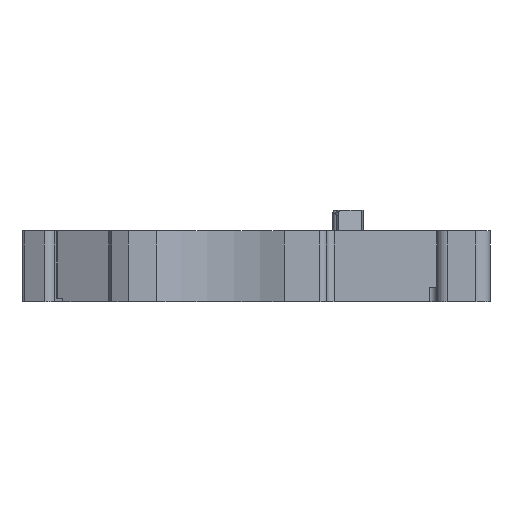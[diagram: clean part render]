
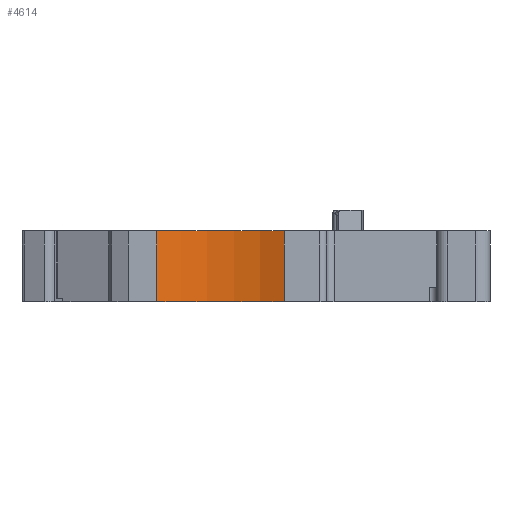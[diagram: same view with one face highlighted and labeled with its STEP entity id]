
A CAD part, left-side view. The second image highlights one B-rep face of the part: STEP entity #4614.
In plain terms, the highlighted cylindrical face has radius 10.625 mm (diameter 21.25 mm), a partial arc.
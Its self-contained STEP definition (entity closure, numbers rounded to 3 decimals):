
#88=CYLINDRICAL_SURFACE('',#4868,10.625);
#149=CIRCLE('',#4795,10.625);
#182=CIRCLE('',#4869,10.625);
#604=ORIENTED_EDGE('',*,*,#1372,.T.);
#605=ORIENTED_EDGE('',*,*,#1493,.F.);
#606=ORIENTED_EDGE('',*,*,#1494,.F.);
#607=ORIENTED_EDGE('',*,*,#1495,.T.);
#1372=EDGE_CURVE('',#1854,#1853,#149,.T.);
#1493=EDGE_CURVE('',#1930,#1853,#2232,.T.);
#1494=EDGE_CURVE('',#1931,#1930,#182,.T.);
#1495=EDGE_CURVE('',#1931,#1854,#2233,.T.);
#1853=VERTEX_POINT('',#6335);
#1854=VERTEX_POINT('',#6337);
#1930=VERTEX_POINT('',#6588);
#1931=VERTEX_POINT('',#6592);
#2232=LINE('',#6589,#2604);
#2233=LINE('',#6593,#2605);
#2604=VECTOR('',#5480,1000.);
#2605=VECTOR('',#5485,1000.);
#2858=EDGE_LOOP('',(#604,#605,#606,#607));
#3050=FACE_BOUND('',#2858,.T.);
#4614=ADVANCED_FACE('',(#3050),#88,.F.);
#4795=AXIS2_PLACEMENT_3D('',#6336,#5251,#5252);
#4868=AXIS2_PLACEMENT_3D('',#6590,#5481,#5482);
#4869=AXIS2_PLACEMENT_3D('',#6591,#5483,#5484);
#5251=DIRECTION('',(0.,0.,-1.));
#5252=DIRECTION('',(-1.,0.,0.));
#5480=DIRECTION('',(0.,0.,-1.));
#5481=DIRECTION('',(0.,0.,-1.));
#5482=DIRECTION('',(-1.,0.,0.));
#5483=DIRECTION('',(0.,0.,-1.));
#5484=DIRECTION('',(-1.,0.,0.));
#5485=DIRECTION('',(0.,0.,-1.));
#6335=CARTESIAN_POINT('',(-32.3,15.5,145.));
#6336=CARTESIAN_POINT('',(-41.925,20.,145.));
#6337=CARTESIAN_POINT('',(-32.3,24.5,145.));
#6588=CARTESIAN_POINT('',(-32.3,15.5,150.));
#6589=CARTESIAN_POINT('',(-32.3,15.5,150.));
#6590=CARTESIAN_POINT('',(-41.925,20.,150.));
#6591=CARTESIAN_POINT('',(-41.925,20.,150.));
#6592=CARTESIAN_POINT('',(-32.3,24.5,150.));
#6593=CARTESIAN_POINT('',(-32.3,24.5,150.));
